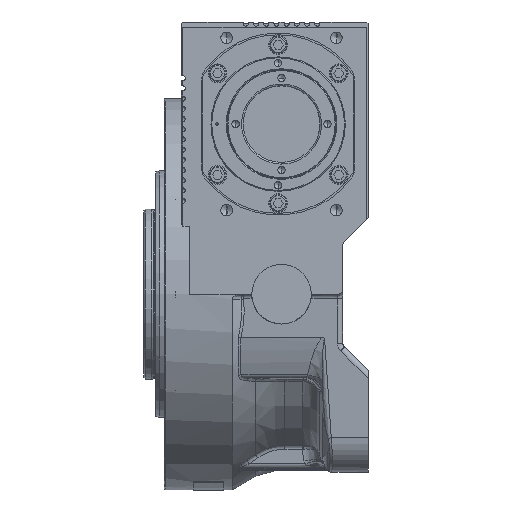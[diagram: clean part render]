
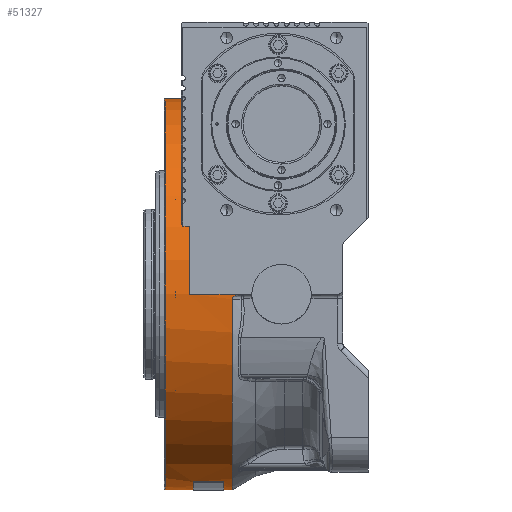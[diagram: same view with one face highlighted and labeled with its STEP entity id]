
A CAD part, left-side view. The second image highlights one B-rep face of the part: STEP entity #51327.
In plain terms, the highlighted cylindrical face has radius 115 mm (diameter 230 mm), a partial arc.
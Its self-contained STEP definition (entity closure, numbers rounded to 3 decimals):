
#272 = CARTESIAN_POINT ( 'NONE',  ( -114.989, 28.37, -1.611 ) ) ;
#576 = CYLINDRICAL_SURFACE ( 'NONE', #58895, 115. ) ;
#592 = CARTESIAN_POINT ( 'NONE',  ( -114.998, 26.856, -0.669 ) ) ;
#1211 = CARTESIAN_POINT ( 'NONE',  ( -114.983, 28.667, -1.952 ) ) ;
#1270 = VERTEX_POINT ( 'NONE', #54208 ) ;
#2595 = CARTESIAN_POINT ( 'NONE',  ( 0., 34., -115. ) ) ;
#2972 = DIRECTION ( 'NONE',  ( 0., 0., 1. ) ) ;
#3772 = ORIENTED_EDGE ( 'NONE', *, *, #33693, .T. ) ;
#4696 = DIRECTION ( 'NONE',  ( 0., 0., 1. ) ) ;
#4733 = DIRECTION ( 'NONE',  ( 0., 1., 0. ) ) ;
#4888 = LINE ( 'NONE', #24846, #50420 ) ;
#5174 = CARTESIAN_POINT ( 'NONE',  ( -114.976, 28.888, -2.345 ) ) ;
#5495 = CARTESIAN_POINT ( 'NONE',  ( -114.966, 29., -2.782 ) ) ;
#7433 = DIRECTION ( 'NONE',  ( 0., 0., 1. ) ) ;
#7700 = LINE ( 'NONE', #27653, #35286 ) ;
#7886 = CARTESIAN_POINT ( 'NONE',  ( 0., 68.2, 0. ) ) ;
#8830 = CARTESIAN_POINT ( 'NONE',  ( -32.527, 55., -110.304 ) ) ;
#10721 = CARTESIAN_POINT ( 'NONE',  ( -114.985, 28.573, -1.832 ) ) ;
#11036 = CARTESIAN_POINT ( 'NONE',  ( -115., 23.666, 0. ) ) ;
#11171 = LINE ( 'NONE', #31094, #24157 ) ;
#11451 = EDGE_CURVE ( 'NONE', #63820, #59537, #37064, .T. ) ;
#12010 = ORIENTED_EDGE ( 'NONE', *, *, #39952, .T. ) ;
#15170 = CARTESIAN_POINT ( 'NONE',  ( 0., 29., -115. ) ) ;
#15587 = B_SPLINE_CURVE_WITH_KNOTS ( 'NONE', 3,
 ( #45979, #5495, #61396, #5174, #25753, #1211, #10721, #272, #55819, #35245, #25126, #45354, #592, #20530, #40449, #26066, #61066, #46304, #11036, #16261 ),
 .UNSPECIFIED., .F., .F.,
 ( 4, 2, 2, 2, 2, 2, 2, 2, 2, 4 ),
 ( 0., 0., 0.001, 0.001, 0.002, 0.003, 0.004, 0.004, 0.005, 0.007 ),
 .UNSPECIFIED. ) ;
#16203 = AXIS2_PLACEMENT_3D ( 'NONE', #7886, #27831, #2972 ) ;
#16261 = CARTESIAN_POINT ( 'NONE',  ( -115., 23.068, 0. ) ) ;
#17461 = CARTESIAN_POINT ( 'NONE',  ( -115., 23.068, 0. ) ) ;
#17841 = ORIENTED_EDGE ( 'NONE', *, *, #18043, .T. ) ;
#17880 = AXIS2_PLACEMENT_3D ( 'NONE', #21511, #61748, #21838 ) ;
#18043 = EDGE_CURVE ( 'NONE', #1270, #40372, #32481, .T. ) ;
#18643 = LINE ( 'NONE', #8830, #40536 ) ;
#19891 = EDGE_CURVE ( 'NONE', #33873, #59537, #4888, .T. ) ;
#20530 = CARTESIAN_POINT ( 'NONE',  ( -114.999, 26.296, -0.466 ) ) ;
#21511 = CARTESIAN_POINT ( 'NONE',  ( 0., 54., 0. ) ) ;
#21838 = DIRECTION ( 'NONE',  ( 0., 0., 1. ) ) ;
#22414 = CARTESIAN_POINT ( 'NONE',  ( 0., 68.2, 115. ) ) ;
#22930 = AXIS2_PLACEMENT_3D ( 'NONE', #51228, #52203, #7433 ) ;
#23871 = DIRECTION ( 'NONE',  ( 0., -1., 0. ) ) ;
#24083 = ORIENTED_EDGE ( 'NONE', *, *, #33041, .T. ) ;
#24157 = VECTOR ( 'NONE', #55633, 1000. ) ;
#24276 = CARTESIAN_POINT ( 'NONE',  ( -32.527, 52., -110.304 ) ) ;
#24335 = DIRECTION ( 'NONE',  ( 0., 0., 1. ) ) ;
#24420 = CARTESIAN_POINT ( 'NONE',  ( -114.963, 29., -2.934 ) ) ;
#24846 = CARTESIAN_POINT ( 'NONE',  ( 0., 55., -115. ) ) ;
#24871 = ORIENTED_EDGE ( 'NONE', *, *, #55295, .F. ) ;
#25126 = CARTESIAN_POINT ( 'NONE',  ( -114.995, 27.657, -1.064 ) ) ;
#25753 = CARTESIAN_POINT ( 'NONE',  ( -114.979, 28.823, -2.208 ) ) ;
#26066 = CARTESIAN_POINT ( 'NONE',  ( -115., 25.428, -0.237 ) ) ;
#26832 = DIRECTION ( 'NONE',  ( 0., 1., 0. ) ) ;
#26841 = ORIENTED_EDGE ( 'NONE', *, *, #54664, .T. ) ;
#27631 = VERTEX_POINT ( 'NONE', #24276 ) ;
#27653 = CARTESIAN_POINT ( 'NONE',  ( 0., 55., -115. ) ) ;
#27831 = DIRECTION ( 'NONE',  ( 0., -1., 0. ) ) ;
#27919 = VERTEX_POINT ( 'NONE', #15170 ) ;
#27946 = EDGE_LOOP ( 'NONE', ( #24871, #12010, #3772, #43527, #17841, #54879, #57534, #29284, #47007, #26841, #24083 ) ) ;
#29284 = ORIENTED_EDGE ( 'NONE', *, *, #19891, .F. ) ;
#29570 = VERTEX_POINT ( 'NONE', #2595 ) ;
#29868 = CARTESIAN_POINT ( 'NONE',  ( 0., 29., 0. ) ) ;
#31094 = CARTESIAN_POINT ( 'NONE',  ( -115., -51., 0. ) ) ;
#31525 = VECTOR ( 'NONE', #26832, 1000. ) ;
#32481 = CIRCLE ( 'NONE', #17880, 115. ) ;
#33041 = EDGE_CURVE ( 'NONE', #64507, #29570, #43279, .T. ) ;
#33693 = EDGE_CURVE ( 'NONE', #46985, #36570, #15587, .T. ) ;
#33873 = VERTEX_POINT ( 'NONE', #52375 ) ;
#35245 = CARTESIAN_POINT ( 'NONE',  ( -114.994, 27.914, -1.226 ) ) ;
#35286 = VECTOR ( 'NONE', #4733, 1000. ) ;
#36417 = DIRECTION ( 'NONE',  ( 0., 0., 1. ) ) ;
#36570 = VERTEX_POINT ( 'NONE', #17461 ) ;
#37064 = CIRCLE ( 'NONE', #16203, 115. ) ;
#37270 = CARTESIAN_POINT ( 'NONE',  ( 0., 55., 115. ) ) ;
#37783 = AXIS2_PLACEMENT_3D ( 'NONE', #29868, #44556, #4696 ) ;
#39952 = EDGE_CURVE ( 'NONE', #27919, #46985, #54523, .T. ) ;
#40279 = EDGE_CURVE ( 'NONE', #40372, #63820, #61503, .T. ) ;
#40372 = VERTEX_POINT ( 'NONE', #52951 ) ;
#40403 = CARTESIAN_POINT ( 'NONE',  ( -32.527, 34., -110.304 ) ) ;
#40449 = CARTESIAN_POINT ( 'NONE',  ( -114.999, 26.007, -0.38 ) ) ;
#40536 = VECTOR ( 'NONE', #23871, 1000. ) ;
#40568 = CARTESIAN_POINT ( 'NONE',  ( 0., 68.2, -115. ) ) ;
#41315 = CARTESIAN_POINT ( 'NONE',  ( 0., 55., 0. ) ) ;
#41695 = CIRCLE ( 'NONE', #22930, 115. ) ;
#43279 = CIRCLE ( 'NONE', #52663, 115. ) ;
#43527 = ORIENTED_EDGE ( 'NONE', *, *, #60501, .F. ) ;
#44556 = DIRECTION ( 'NONE',  ( 0., 1., 0. ) ) ;
#45337 = FACE_OUTER_BOUND ( 'NONE', #27946, .T. ) ;
#45354 = CARTESIAN_POINT ( 'NONE',  ( -114.997, 27.13, -0.786 ) ) ;
#45979 = CARTESIAN_POINT ( 'NONE',  ( -114.963, 29., -2.934 ) ) ;
#46304 = CARTESIAN_POINT ( 'NONE',  ( -115., 24.259, -0.044 ) ) ;
#46985 = VERTEX_POINT ( 'NONE', #24420 ) ;
#47007 = ORIENTED_EDGE ( 'NONE', *, *, #57350, .T. ) ;
#49478 = DIRECTION ( 'NONE',  ( 0., -1., 0. ) ) ;
#50420 = VECTOR ( 'NONE', #63457, 1000. ) ;
#51228 = CARTESIAN_POINT ( 'NONE',  ( 0., 52., 0. ) ) ;
#51327 = ADVANCED_FACE ( 'NONE', ( #45337 ), #576, .T. ) ;
#52203 = DIRECTION ( 'NONE',  ( 0., 1., 0. ) ) ;
#52375 = CARTESIAN_POINT ( 'NONE',  ( 0., 52., -115. ) ) ;
#52663 = AXIS2_PLACEMENT_3D ( 'NONE', #59320, #49478, #24335 ) ;
#52951 = CARTESIAN_POINT ( 'NONE',  ( 0., 54., 115. ) ) ;
#54208 = CARTESIAN_POINT ( 'NONE',  ( -115., 54., 0. ) ) ;
#54523 = CIRCLE ( 'NONE', #37783, 115. ) ;
#54664 = EDGE_CURVE ( 'NONE', #27631, #64507, #18643, .T. ) ;
#54879 = ORIENTED_EDGE ( 'NONE', *, *, #40279, .T. ) ;
#55295 = EDGE_CURVE ( 'NONE', #27919, #29570, #7700, .T. ) ;
#55633 = DIRECTION ( 'NONE',  ( 0., -1., 0. ) ) ;
#55819 = CARTESIAN_POINT ( 'NONE',  ( -114.99, 28.261, -1.509 ) ) ;
#57350 = EDGE_CURVE ( 'NONE', #33873, #27631, #41695, .T. ) ;
#57534 = ORIENTED_EDGE ( 'NONE', *, *, #11451, .T. ) ;
#58895 = AXIS2_PLACEMENT_3D ( 'NONE', #41315, #61300, #36417 ) ;
#59320 = CARTESIAN_POINT ( 'NONE',  ( 0., 34., 0. ) ) ;
#59537 = VERTEX_POINT ( 'NONE', #40568 ) ;
#60501 = EDGE_CURVE ( 'NONE', #1270, #36570, #11171, .T. ) ;
#61066 = CARTESIAN_POINT ( 'NONE',  ( -115., 25.137, -0.18 ) ) ;
#61300 = DIRECTION ( 'NONE',  ( 0., 1., 0. ) ) ;
#61396 = CARTESIAN_POINT ( 'NONE',  ( -114.97, 28.977, -2.634 ) ) ;
#61503 = LINE ( 'NONE', #37270, #31525 ) ;
#61748 = DIRECTION ( 'NONE',  ( 0., 1., 0. ) ) ;
#63457 = DIRECTION ( 'NONE',  ( 0., 1., 0. ) ) ;
#63820 = VERTEX_POINT ( 'NONE', #22414 ) ;
#64507 = VERTEX_POINT ( 'NONE', #40403 ) ;
